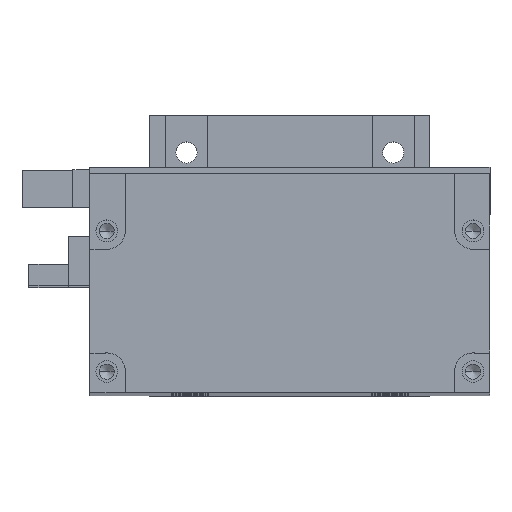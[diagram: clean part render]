
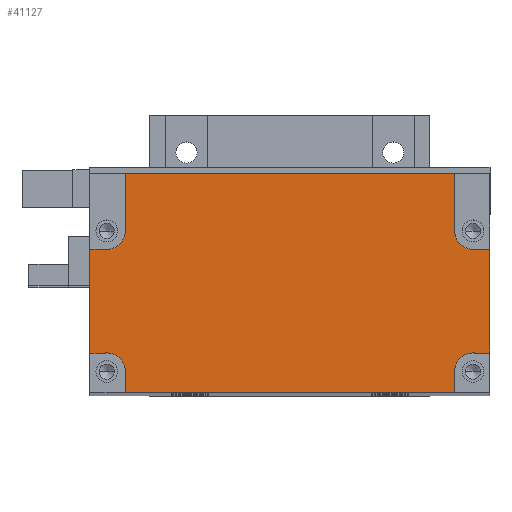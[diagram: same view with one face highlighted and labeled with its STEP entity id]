
A CAD part, top view. The second image highlights one B-rep face of the part: STEP entity #41127.
In plain terms, the highlighted planar face has unit normal (0, 0, 1).
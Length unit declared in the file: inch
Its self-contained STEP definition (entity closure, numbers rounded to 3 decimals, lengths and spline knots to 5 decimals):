
#198 = CARTESIAN_POINT ( 'NONE',  ( -3.01534, 0.64239, 5.78911 ) ) ;
#237 = EDGE_CURVE ( 'NONE', #31446, #715, #32352, .T. ) ;
#509 = CARTESIAN_POINT ( 'NONE',  ( -3.01534, 0.64239, 5.78911 ) ) ;
#715 = VERTEX_POINT ( 'NONE', #21736 ) ;
#794 = VERTEX_POINT ( 'NONE', #19132 ) ;
#1156 = ORIENTED_EDGE ( 'NONE', *, *, #30243, .F. ) ;
#1789 = CARTESIAN_POINT ( 'NONE',  ( -3.01534, 0.02958, 5.78911 ) ) ;
#3395 = VECTOR ( 'NONE', #35888, 39.37008 ) ;
#3870 = EDGE_CURVE ( 'NONE', #715, #16633, #48377, .T. ) ;
#4144 = EDGE_CURVE ( 'NONE', #16217, #29093, #37594, .T. ) ;
#4940 = DIRECTION ( 'NONE',  ( 0., 0., -1. ) ) ;
#5973 = CARTESIAN_POINT ( 'NONE',  ( -3.01534, 0.64239, 5.78911 ) ) ;
#5995 = ORIENTED_EDGE ( 'NONE', *, *, #23345, .F. ) ;
#6071 = EDGE_CURVE ( 'NONE', #15037, #16217, #33855, .T. ) ;
#6174 = DIRECTION ( 'NONE',  ( 0., 0., 1. ) ) ;
#6192 = VECTOR ( 'NONE', #48053, 39.37008 ) ;
#6205 = DIRECTION ( 'NONE',  ( 0., 0., 1. ) ) ;
#6247 = EDGE_CURVE ( 'NONE', #18603, #24419, #42728, .T. ) ;
#6543 = AXIS2_PLACEMENT_3D ( 'NONE', #27530, #4940, #31348 ) ;
#6582 = CARTESIAN_POINT ( 'NONE',  ( -3.01534, 1.08929, 5.78911 ) ) ;
#6823 = AXIS2_PLACEMENT_3D ( 'NONE', #28799, #6205, #32643 ) ;
#6930 = CARTESIAN_POINT ( 'NONE',  ( -0.65334, 0.02958, 5.78911 ) ) ;
#7067 = ORIENTED_EDGE ( 'NONE', *, *, #6247, .F. ) ;
#8071 = LINE ( 'NONE', #18232, #43023 ) ;
#8405 = DIRECTION ( 'NONE',  ( 0., 0., 1. ) ) ;
#8611 = VECTOR ( 'NONE', #26438, 39.37008 ) ;
#8925 = DIRECTION ( 'NONE',  ( 0., 0., 1. ) ) ;
#9174 = AXIS2_PLACEMENT_3D ( 'NONE', #31527, #8925, #35344 ) ;
#9375 = AXIS2_PLACEMENT_3D ( 'NONE', #31037, #8405, #34835 ) ;
#9445 = DIRECTION ( 'NONE',  ( -1., 0., 0. ) ) ;
#9560 = CARTESIAN_POINT ( 'NONE',  ( -0.65334, 1.08929, 5.78911 ) ) ;
#10967 = VERTEX_POINT ( 'NONE', #42288 ) ;
#11156 = ORIENTED_EDGE ( 'NONE', *, *, #25518, .F. ) ;
#11281 = EDGE_CURVE ( 'NONE', #38753, #39320, #26739, .T. ) ;
#11797 = ORIENTED_EDGE ( 'NONE', *, *, #32300, .F. ) ;
#11943 = EDGE_LOOP ( 'NONE', ( #5995, #19583, #1156, #22145, #7067, #11156, #33609, #35444, #43918, #47003, #18802, #42318, #34008, #46851, #30167, #11797 ) ) ;
#13328 = VECTOR ( 'NONE', #24618, 39.37008 ) ;
#13445 = EDGE_CURVE ( 'NONE', #16633, #29720, #14528, .T. ) ;
#14528 = LINE ( 'NONE', #41057, #33429 ) ;
#15037 = VERTEX_POINT ( 'NONE', #1789 ) ;
#15127 = VERTEX_POINT ( 'NONE', #44286 ) ;
#15182 = CARTESIAN_POINT ( 'NONE',  ( -2.80594, 1.08929, 5.78911 ) ) ;
#15431 = CARTESIAN_POINT ( 'NONE',  ( -3.01534, 0.02958, 5.78911 ) ) ;
#16217 = VERTEX_POINT ( 'NONE', #509 ) ;
#16633 = VERTEX_POINT ( 'NONE', #37141 ) ;
#17293 = CARTESIAN_POINT ( 'NONE',  ( -0.86274, 1.08929, 5.78911 ) ) ;
#17915 = VERTEX_POINT ( 'NONE', #46666 ) ;
#18232 = CARTESIAN_POINT ( 'NONE',  ( -3.01534, 1.08929, 5.78911 ) ) ;
#18498 = CARTESIAN_POINT ( 'NONE',  ( -2.92856, 0.02958, 5.78911 ) ) ;
#18603 = VERTEX_POINT ( 'NONE', #37127 ) ;
#18650 = VECTOR ( 'NONE', #21082, 39.37008 ) ;
#18802 = ORIENTED_EDGE ( 'NONE', *, *, #45603, .F. ) ;
#19132 = CARTESIAN_POINT ( 'NONE',  ( -2.80594, -0.20402, 5.78911 ) ) ;
#19583 = ORIENTED_EDGE ( 'NONE', *, *, #11281, .F. ) ;
#20917 = DIRECTION ( 'NONE',  ( 0., -1., 0. ) ) ;
#21082 = DIRECTION ( 'NONE',  ( 0., -1., 0. ) ) ;
#21736 = CARTESIAN_POINT ( 'NONE',  ( -0.74012, 0.02958, 5.78911 ) ) ;
#22145 = ORIENTED_EDGE ( 'NONE', *, *, #29533, .F. ) ;
#23345 = EDGE_CURVE ( 'NONE', #39320, #15127, #42306, .T. ) ;
#24012 = DIRECTION ( 'NONE',  ( 0., 1., 0. ) ) ;
#24419 = VERTEX_POINT ( 'NONE', #25495 ) ;
#24618 = DIRECTION ( 'NONE',  ( 1., 0., 0. ) ) ;
#24706 = CIRCLE ( 'NONE', #9174, 0.1094 ) ;
#25495 = CARTESIAN_POINT ( 'NONE',  ( -2.80594, 1.08929, 5.78911 ) ) ;
#25518 = EDGE_CURVE ( 'NONE', #29093, #18603, #24706, .T. ) ;
#25890 = AXIS2_PLACEMENT_3D ( 'NONE', #28769, #6174, #32619 ) ;
#26438 = DIRECTION ( 'NONE',  ( 1., 0., 0. ) ) ;
#26473 = CIRCLE ( 'NONE', #9375, 0.1094 ) ;
#26739 = CIRCLE ( 'NONE', #6823, 0.1094 ) ;
#27456 = VECTOR ( 'NONE', #9445, 39.37008 ) ;
#27530 = CARTESIAN_POINT ( 'NONE',  ( -3.01534, 1.08929, 5.78911 ) ) ;
#28769 = CARTESIAN_POINT ( 'NONE',  ( -0.75334, -0.07902, 5.78911 ) ) ;
#28799 = CARTESIAN_POINT ( 'NONE',  ( -0.75334, 0.75098, 5.78911 ) ) ;
#29015 = EDGE_CURVE ( 'NONE', #17915, #31455, #26473, .T. ) ;
#29093 = VERTEX_POINT ( 'NONE', #42649 ) ;
#29530 = LINE ( 'NONE', #9560, #38456 ) ;
#29533 = EDGE_CURVE ( 'NONE', #24419, #10967, #8071, .T. ) ;
#29720 = VERTEX_POINT ( 'NONE', #30253 ) ;
#30167 = ORIENTED_EDGE ( 'NONE', *, *, #237, .F. ) ;
#30243 = EDGE_CURVE ( 'NONE', #10967, #38753, #38809, .T. ) ;
#30253 = CARTESIAN_POINT ( 'NONE',  ( -0.86274, -0.20402, 5.78911 ) ) ;
#31037 = CARTESIAN_POINT ( 'NONE',  ( -2.91534, -0.07902, 5.78911 ) ) ;
#31348 = DIRECTION ( 'NONE',  ( -1., 0., 0. ) ) ;
#31446 = VERTEX_POINT ( 'NONE', #6930 ) ;
#31455 = VERTEX_POINT ( 'NONE', #18498 ) ;
#31527 = CARTESIAN_POINT ( 'NONE',  ( -2.91534, 0.75098, 5.78911 ) ) ;
#31555 = VECTOR ( 'NONE', #24012, 39.37008 ) ;
#32300 = EDGE_CURVE ( 'NONE', #15127, #31446, #29530, .T. ) ;
#32352 = LINE ( 'NONE', #15431, #3395 ) ;
#32619 = DIRECTION ( 'NONE',  ( 1., 0., 0. ) ) ;
#32643 = DIRECTION ( 'NONE',  ( 1., 0., 0. ) ) ;
#32674 = VECTOR ( 'NONE', #33021, 39.37008 ) ;
#33021 = DIRECTION ( 'NONE',  ( 0., 1., 0. ) ) ;
#33429 = VECTOR ( 'NONE', #40907, 39.37008 ) ;
#33609 = ORIENTED_EDGE ( 'NONE', *, *, #4144, .F. ) ;
#33855 = LINE ( 'NONE', #6582, #32674 ) ;
#34008 = ORIENTED_EDGE ( 'NONE', *, *, #13445, .F. ) ;
#34835 = DIRECTION ( 'NONE',  ( 1., 0., 0. ) ) ;
#35344 = DIRECTION ( 'NONE',  ( 1., 0., 0. ) ) ;
#35444 = ORIENTED_EDGE ( 'NONE', *, *, #6071, .F. ) ;
#35856 = EDGE_CURVE ( 'NONE', #29720, #794, #47660, .T. ) ;
#35888 = DIRECTION ( 'NONE',  ( -1., 0., 0. ) ) ;
#36338 = LINE ( 'NONE', #44068, #6192 ) ;
#37127 = CARTESIAN_POINT ( 'NONE',  ( -2.80594, 0.75098, 5.78911 ) ) ;
#37141 = CARTESIAN_POINT ( 'NONE',  ( -0.86274, -0.07902, 5.78911 ) ) ;
#37182 = FACE_OUTER_BOUND ( 'NONE', #11943, .T. ) ;
#37594 = LINE ( 'NONE', #198, #8611 ) ;
#38456 = VECTOR ( 'NONE', #20917, 39.37008 ) ;
#38650 = EDGE_CURVE ( 'NONE', #31455, #15037, #36338, .T. ) ;
#38753 = VERTEX_POINT ( 'NONE', #48876 ) ;
#38809 = LINE ( 'NONE', #17293, #18650 ) ;
#39320 = VERTEX_POINT ( 'NONE', #48653 ) ;
#40907 = DIRECTION ( 'NONE',  ( 0., -1., 0. ) ) ;
#40906 = DIRECTION ( 'NONE',  ( 1., 0., 0. ) ) ;
#41057 = CARTESIAN_POINT ( 'NONE',  ( -0.86274, 1.08929, 5.78911 ) ) ;
#41127 = ADVANCED_FACE ( 'NONE', ( #37182 ), #46326, .F. ) ;
#41524 = VECTOR ( 'NONE', #41624, 39.37008 ) ;
#41624 = DIRECTION ( 'NONE',  ( 0., 1., 0. ) ) ;
#41649 = LINE ( 'NONE', #46574, #31555 ) ;
#42288 = CARTESIAN_POINT ( 'NONE',  ( -0.86274, 1.08929, 5.78911 ) ) ;
#42306 = LINE ( 'NONE', #5973, #13328 ) ;
#42318 = ORIENTED_EDGE ( 'NONE', *, *, #35856, .F. ) ;
#42649 = CARTESIAN_POINT ( 'NONE',  ( -2.92856, 0.64239, 5.78911 ) ) ;
#42728 = LINE ( 'NONE', #15182, #41524 ) ;
#43023 = VECTOR ( 'NONE', #40906, 39.37008 ) ;
#43657 = CARTESIAN_POINT ( 'NONE',  ( -3.01534, -0.20402, 5.78911 ) ) ;
#43918 = ORIENTED_EDGE ( 'NONE', *, *, #38650, .F. ) ;
#44068 = CARTESIAN_POINT ( 'NONE',  ( -3.01534, 0.02958, 5.78911 ) ) ;
#44286 = CARTESIAN_POINT ( 'NONE',  ( -0.65334, 0.64239, 5.78911 ) ) ;
#45603 = EDGE_CURVE ( 'NONE', #794, #17915, #41649, .T. ) ;
#46326 = PLANE ( 'NONE',  #6543 ) ;
#46574 = CARTESIAN_POINT ( 'NONE',  ( -2.80594, 1.08929, 5.78911 ) ) ;
#46666 = CARTESIAN_POINT ( 'NONE',  ( -2.80594, -0.07902, 5.78911 ) ) ;
#46851 = ORIENTED_EDGE ( 'NONE', *, *, #3870, .F. ) ;
#47003 = ORIENTED_EDGE ( 'NONE', *, *, #29015, .F. ) ;
#47660 = LINE ( 'NONE', #43657, #27456 ) ;
#48053 = DIRECTION ( 'NONE',  ( -1., 0., 0. ) ) ;
#48377 = CIRCLE ( 'NONE', #25890, 0.1094 ) ;
#48653 = CARTESIAN_POINT ( 'NONE',  ( -0.74012, 0.64239, 5.78911 ) ) ;
#48876 = CARTESIAN_POINT ( 'NONE',  ( -0.86274, 0.75098, 5.78911 ) ) ;
